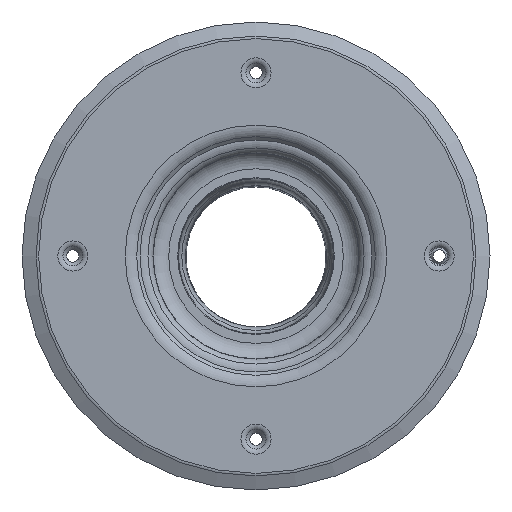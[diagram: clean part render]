
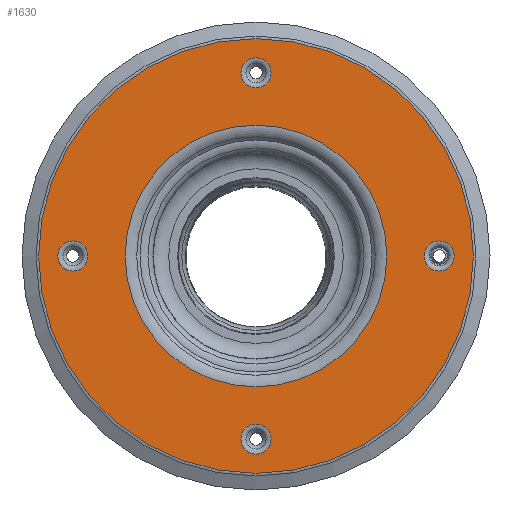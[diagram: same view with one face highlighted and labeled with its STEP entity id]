
A CAD part, top view. The second image highlights one B-rep face of the part: STEP entity #1630.
In plain terms, the highlighted planar face has unit normal (0, 0, 1).
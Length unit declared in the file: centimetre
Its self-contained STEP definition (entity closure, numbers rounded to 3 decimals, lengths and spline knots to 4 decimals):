
#179=FACE_BOUND('',#324,.T.);
#180=FACE_BOUND('',#325,.T.);
#181=FACE_BOUND('',#326,.T.);
#182=FACE_BOUND('',#327,.T.);
#183=FACE_BOUND('',#328,.T.);
#202=PLANE('',#1748);
#216=FACE_OUTER_BOUND('',#323,.T.);
#323=EDGE_LOOP('',(#1079));
#324=EDGE_LOOP('',(#1080));
#325=EDGE_LOOP('',(#1081));
#326=EDGE_LOOP('',(#1082));
#327=EDGE_LOOP('',(#1083));
#328=EDGE_LOOP('',(#1084));
#455=CIRCLE('',#1747,106.8291);
#456=CIRCLE('',#1749,7.3897);
#457=CIRCLE('',#1750,7.3897);
#458=CIRCLE('',#1751,64.3137);
#459=CIRCLE('',#1752,7.3897);
#460=CIRCLE('',#1753,7.3897);
#660=VERTEX_POINT('',#2745);
#661=VERTEX_POINT('',#2749);
#662=VERTEX_POINT('',#2751);
#663=VERTEX_POINT('',#2753);
#664=VERTEX_POINT('',#2755);
#665=VERTEX_POINT('',#2757);
#822=EDGE_CURVE('',#660,#660,#455,.T.);
#823=EDGE_CURVE('',#661,#661,#456,.T.);
#824=EDGE_CURVE('',#662,#662,#457,.T.);
#825=EDGE_CURVE('',#663,#663,#458,.T.);
#826=EDGE_CURVE('',#664,#664,#459,.T.);
#827=EDGE_CURVE('',#665,#665,#460,.T.);
#1079=ORIENTED_EDGE('',*,*,#822,.F.);
#1080=ORIENTED_EDGE('',*,*,#823,.T.);
#1081=ORIENTED_EDGE('',*,*,#824,.T.);
#1082=ORIENTED_EDGE('',*,*,#825,.T.);
#1083=ORIENTED_EDGE('',*,*,#826,.T.);
#1084=ORIENTED_EDGE('',*,*,#827,.T.);
#1630=ADVANCED_FACE('',(#216,#179,#180,#181,#182,#183),#202,.T.);
#1747=AXIS2_PLACEMENT_3D('',#2747,#2068,#2069);
#1748=AXIS2_PLACEMENT_3D('',#2748,#2070,#2071);
#1749=AXIS2_PLACEMENT_3D('',#2750,#2072,#2073);
#1750=AXIS2_PLACEMENT_3D('',#2752,#2074,#2075);
#1751=AXIS2_PLACEMENT_3D('',#2754,#2076,#2077);
#1752=AXIS2_PLACEMENT_3D('',#2756,#2078,#2079);
#1753=AXIS2_PLACEMENT_3D('',#2758,#2080,#2081);
#2068=DIRECTION('center_axis',(0.,0.,-1.));
#2069=DIRECTION('ref_axis',(1.,0.,0.));
#2070=DIRECTION('center_axis',(0.,0.,1.));
#2071=DIRECTION('ref_axis',(0.,-1.,0.));
#2072=DIRECTION('center_axis',(0.,0.,-1.));
#2073=DIRECTION('ref_axis',(1.,0.,0.));
#2074=DIRECTION('center_axis',(0.,0.,
-1.));
#2075=DIRECTION('ref_axis',(0.,-1.,0.));
#2076=DIRECTION('center_axis',(0.,0.,-1.));
#2077=DIRECTION('ref_axis',(1.,0.,0.));
#2078=DIRECTION('center_axis',(0.,0.,
-1.));
#2079=DIRECTION('ref_axis',(0.,1.,0.));
#2080=DIRECTION('center_axis',(0.,0.,
-1.));
#2081=DIRECTION('ref_axis',(-1.,0.,0.));
#2745=CARTESIAN_POINT('',(831.9822,310.802,125.));
#2747=CARTESIAN_POINT('Origin',(938.8114,310.802,125.));
#2748=CARTESIAN_POINT('Origin',(838.8114,310.802,125.));
#2749=CARTESIAN_POINT('',(848.8114,303.4122,125.));
#2750=CARTESIAN_POINT('Origin',(848.8114,310.802,125.));
#2751=CARTESIAN_POINT('',(931.4216,400.802,125.));
#2752=CARTESIAN_POINT('Origin',(938.8114,400.802,125.));
#2753=CARTESIAN_POINT('',(938.8114,246.4883,125.));
#2754=CARTESIAN_POINT('Origin',(938.8114,310.802,125.));
#2755=CARTESIAN_POINT('',(946.2011,220.802,125.));
#2756=CARTESIAN_POINT('Origin',(938.8114,220.802,125.));
#2757=CARTESIAN_POINT('',(1028.8114,318.1917,125.));
#2758=CARTESIAN_POINT('Origin',(1028.8114,310.802,125.));
